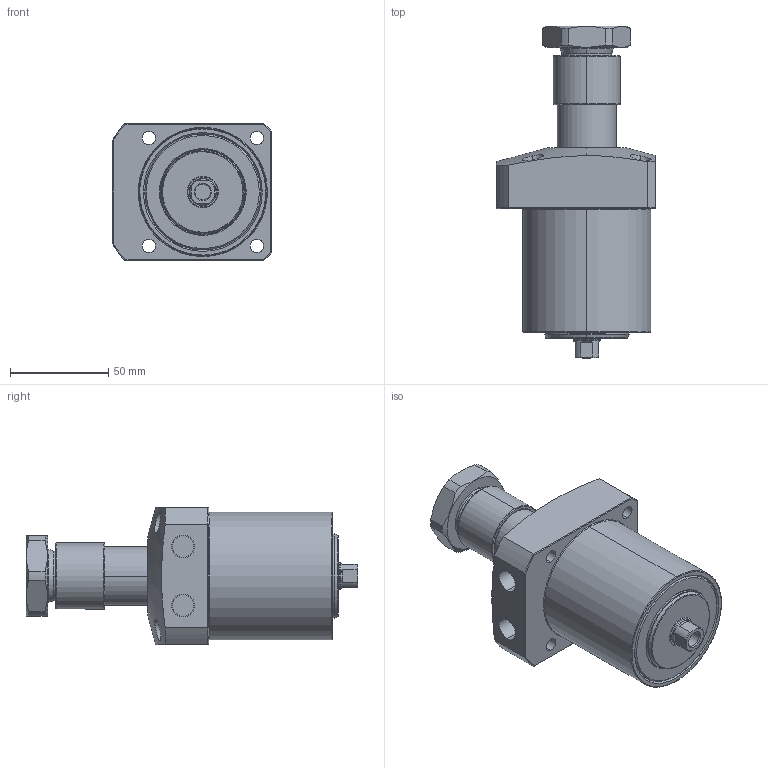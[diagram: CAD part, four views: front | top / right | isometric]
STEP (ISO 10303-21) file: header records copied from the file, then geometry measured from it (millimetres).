
FILE_DESCRIPTION (( 'STEP AP203' ), '1' );
FILE_NAME ('LHA0650-SLD.STEP', '2019-09-24T02:30:39', ( '微软用户' ), ( '微软中国' ), 'SwSTEP 2.0', 'SolidWorks 2012', '' );
FILE_SCHEMA (( 'CONFIG_CONTROL_DESIGN' ));
Length unit declared in the file: millimetre
Products named in the file (7): LHA0650-SLD; LHA0650-簸忣諍匏_; LHA0650-ů_; LHA0650-楓羔_D); LHA0650-D菛巍; LHA0650-咂衝椳紕_蹬怮椔); LHA0650-槭暌滀S(蹬怮椔)
Assembly tree (6 placements, depth 2):
  LHA0650-SLD
    LHA0650-槭暌滀S(蹬怮椔)
    LHA0650-咂衝椳紕_蹬怮椔)
    LHA0650-D菛巍
    LHA0650-楓羔_D)
    LHA0650-ů_
    LHA0650-簸忣諍匏_
Bounding box: 81 x 169 x 70 mm (x, y, z)
Volume: 422451 mm3; surface area: 59799 mm2
Topology: 6 solids, 6 shells, 218 faces, 526 edges, 333 vertices
Faces by surface type: cylinder 80, plane 72, cone 42, bspline 24
Entity records: 8430 total; most frequent: CARTESIAN_POINT 2768, ORIENTED_EDGE 1042, DIRECTION 1025, EDGE_CURVE 521, AXIS2_PLACEMENT_3D 415, VERTEX_POINT 333, EDGE_LOOP 246, ADVANCED_FACE 218
